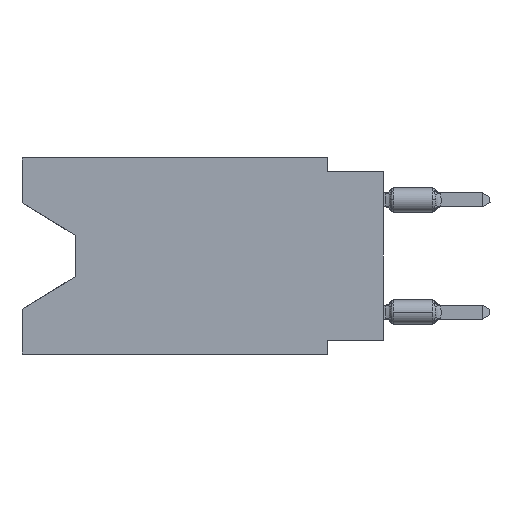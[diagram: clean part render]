
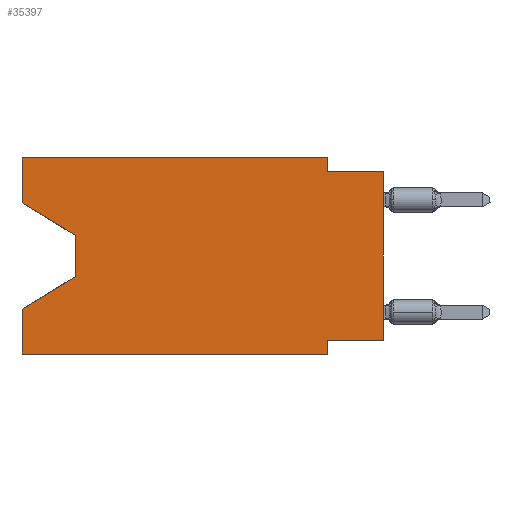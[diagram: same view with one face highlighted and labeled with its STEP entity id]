
A CAD part, left-side view. The second image highlights one B-rep face of the part: STEP entity #35397.
In plain terms, the highlighted planar face has unit normal (-1, 0, 0).
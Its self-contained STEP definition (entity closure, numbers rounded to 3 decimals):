
#694 = ORIENTED_EDGE ( 'NONE', *, *, #27119, .F. ) ;
#1329 = DIRECTION ( 'NONE',  ( 0., 1., 0. ) ) ;
#1824 = CARTESIAN_POINT ( 'NONE',  ( 0., 16.383, -2.038 ) ) ;
#1840 = ORIENTED_EDGE ( 'NONE', *, *, #31141, .F. ) ;
#2140 = EDGE_CURVE ( 'NONE', #30939, #11059, #5005, .T. ) ;
#2524 = VECTOR ( 'NONE', #35320, 1000. ) ;
#2611 = ORIENTED_EDGE ( 'NONE', *, *, #24009, .T. ) ;
#3001 = CARTESIAN_POINT ( 'NONE',  ( 0., 16.383, -2.038 ) ) ;
#3830 = CARTESIAN_POINT ( 'NONE',  ( 0., 0., 0. ) ) ;
#4117 = VECTOR ( 'NONE', #28727, 1000. ) ;
#4741 = VERTEX_POINT ( 'NONE', #29011 ) ;
#5005 = LINE ( 'NONE', #21777, #30293 ) ;
#5384 = DIRECTION ( 'NONE',  ( 0., -0.855, -0.519 ) ) ;
#5562 = CARTESIAN_POINT ( 'NONE',  ( 0., 16.383, 0. ) ) ;
#5725 = CARTESIAN_POINT ( 'NONE',  ( 0., 2.54, 0. ) ) ;
#5910 = CARTESIAN_POINT ( 'NONE',  ( 0., 16.383, 0. ) ) ;
#5922 = VERTEX_POINT ( 'NONE', #19382 ) ;
#6851 = CARTESIAN_POINT ( 'NONE',  ( 0., 13.97, -3.505 ) ) ;
#7433 = DIRECTION ( 'NONE',  ( 0., 0., 1. ) ) ;
#7783 = CARTESIAN_POINT ( 'NONE',  ( 0., 2.54, -8.89 ) ) ;
#7871 = ORIENTED_EDGE ( 'NONE', *, *, #33862, .T. ) ;
#8438 = CARTESIAN_POINT ( 'NONE',  ( 0., 2.54, 0. ) ) ;
#8557 = VERTEX_POINT ( 'NONE', #1824 ) ;
#8759 = ORIENTED_EDGE ( 'NONE', *, *, #26938, .F. ) ;
#8933 = DIRECTION ( 'NONE',  ( 0., 0., 1. ) ) ;
#10040 = LINE ( 'NONE', #32139, #21869 ) ;
#10343 = CARTESIAN_POINT ( 'NONE',  ( 0., 16.383, 0. ) ) ;
#10664 = DIRECTION ( 'NONE',  ( 0., -1., 0. ) ) ;
#10908 = CARTESIAN_POINT ( 'NONE',  ( 0., 16.383, 0. ) ) ;
#11059 = VERTEX_POINT ( 'NONE', #28700 ) ;
#11910 = CARTESIAN_POINT ( 'NONE',  ( 0., 0., -8.255 ) ) ;
#11911 = LINE ( 'NONE', #5725, #34996 ) ;
#12799 = CARTESIAN_POINT ( 'NONE',  ( 0., 16.383, -6.852 ) ) ;
#12981 = DIRECTION ( 'NONE',  ( 0., 0., -1. ) ) ;
#13115 = VERTEX_POINT ( 'NONE', #20588 ) ;
#13224 = LINE ( 'NONE', #5562, #28613 ) ;
#13316 = DIRECTION ( 'NONE',  ( 1., 0., 0. ) ) ;
#14686 = VECTOR ( 'NONE', #7433, 1000. ) ;
#14911 = EDGE_CURVE ( 'NONE', #4741, #18187, #21617, .T. ) ;
#15304 = ORIENTED_EDGE ( 'NONE', *, *, #32399, .T. ) ;
#15836 = VERTEX_POINT ( 'NONE', #35185 ) ;
#16128 = DIRECTION ( 'NONE',  ( 0., -1., 0. ) ) ;
#16572 = ORIENTED_EDGE ( 'NONE', *, *, #33593, .T. ) ;
#17154 = ORIENTED_EDGE ( 'NONE', *, *, #14911, .T. ) ;
#17223 = DIRECTION ( 'NONE',  ( 0., 0., -1. ) ) ;
#18187 = VERTEX_POINT ( 'NONE', #7783 ) ;
#19382 = CARTESIAN_POINT ( 'NONE',  ( 0., 2.54, -8.255 ) ) ;
#20427 = EDGE_CURVE ( 'NONE', #35072, #30939, #11911, .T. ) ;
#20588 = CARTESIAN_POINT ( 'NONE',  ( 0., 13.97, -3.505 ) ) ;
#20726 = DIRECTION ( 'NONE',  ( 0., 0., -1. ) ) ;
#21201 = PLANE ( 'NONE',  #23423 ) ;
#21394 = LINE ( 'NONE', #32163, #31073 ) ;
#21583 = ORIENTED_EDGE ( 'NONE', *, *, #2140, .F. ) ;
#21617 = LINE ( 'NONE', #29490, #2524 ) ;
#21777 = CARTESIAN_POINT ( 'NONE',  ( 0., 0., -0.635 ) ) ;
#21792 = VERTEX_POINT ( 'NONE', #12799 ) ;
#21869 = VECTOR ( 'NONE', #34877, 1000. ) ;
#22541 = CARTESIAN_POINT ( 'NONE',  ( 0., 13.97, -5.385 ) ) ;
#23087 = ORIENTED_EDGE ( 'NONE', *, *, #29998, .F. ) ;
#23423 = AXIS2_PLACEMENT_3D ( 'NONE', #35424, #13316, #32338 ) ;
#24009 = EDGE_CURVE ( 'NONE', #13115, #32058, #29293, .T. ) ;
#24046 = LINE ( 'NONE', #10343, #14686 ) ;
#24295 = FACE_OUTER_BOUND ( 'NONE', #33811, .T. ) ;
#25058 = EDGE_CURVE ( 'NONE', #8557, #28783, #24046, .T. ) ;
#25256 = LINE ( 'NONE', #5910, #4117 ) ;
#25721 = VECTOR ( 'NONE', #20726, 1000. ) ;
#25789 = LINE ( 'NONE', #11910, #29373 ) ;
#26938 = EDGE_CURVE ( 'NONE', #28783, #35072, #13224, .T. ) ;
#27119 = EDGE_CURVE ( 'NONE', #4741, #21792, #25256, .T. ) ;
#28613 = VECTOR ( 'NONE', #10664, 1000. ) ;
#28700 = CARTESIAN_POINT ( 'NONE',  ( 0., 0., -0.635 ) ) ;
#28727 = DIRECTION ( 'NONE',  ( 0., 0., 1. ) ) ;
#28783 = VERTEX_POINT ( 'NONE', #10908 ) ;
#29011 = CARTESIAN_POINT ( 'NONE',  ( 0., 16.383, -8.89 ) ) ;
#29293 = LINE ( 'NONE', #6851, #25721 ) ;
#29373 = VECTOR ( 'NONE', #1329, 1000. ) ;
#29377 = ORIENTED_EDGE ( 'NONE', *, *, #20427, .F. ) ;
#29423 = VECTOR ( 'NONE', #5384, 1000. ) ;
#29490 = CARTESIAN_POINT ( 'NONE',  ( 0., 16.383, -8.89 ) ) ;
#29998 = EDGE_CURVE ( 'NONE', #5922, #18187, #21394, .T. ) ;
#30293 = VECTOR ( 'NONE', #16128, 1000. ) ;
#30939 = VERTEX_POINT ( 'NONE', #31097 ) ;
#31073 = VECTOR ( 'NONE', #12981, 1000. ) ;
#31097 = CARTESIAN_POINT ( 'NONE',  ( 0., 2.54, -0.635 ) ) ;
#31141 = EDGE_CURVE ( 'NONE', #15836, #5922, #25789, .T. ) ;
#32058 = VERTEX_POINT ( 'NONE', #22541 ) ;
#32139 = CARTESIAN_POINT ( 'NONE',  ( 0., 13.97, -5.385 ) ) ;
#32163 = CARTESIAN_POINT ( 'NONE',  ( 0., 2.54, -8.89 ) ) ;
#32338 = DIRECTION ( 'NONE',  ( 0., 0., -1. ) ) ;
#32399 = EDGE_CURVE ( 'NONE', #32058, #21792, #10040, .T. ) ;
#32804 = ORIENTED_EDGE ( 'NONE', *, *, #25058, .F. ) ;
#33593 = EDGE_CURVE ( 'NONE', #8557, #13115, #34034, .T. ) ;
#33811 = EDGE_LOOP ( 'NONE', ( #16572, #2611, #15304, #694, #17154, #23087, #1840, #7871, #21583, #29377, #8759, #32804 ) ) ;
#33862 = EDGE_CURVE ( 'NONE', #15836, #11059, #34138, .T. ) ;
#34034 = LINE ( 'NONE', #3001, #29423 ) ;
#34138 = LINE ( 'NONE', #3830, #34689 ) ;
#34689 = VECTOR ( 'NONE', #8933, 1000. ) ;
#34877 = DIRECTION ( 'NONE',  ( 0., 0.855, -0.519 ) ) ;
#34996 = VECTOR ( 'NONE', #17223, 1000. ) ;
#35072 = VERTEX_POINT ( 'NONE', #8438 ) ;
#35185 = CARTESIAN_POINT ( 'NONE',  ( 0., 0., -8.255 ) ) ;
#35320 = DIRECTION ( 'NONE',  ( 0., -1., 0. ) ) ;
#35397 = ADVANCED_FACE ( 'NONE', ( #24295 ), #21201, .F. ) ;
#35424 = CARTESIAN_POINT ( 'NONE',  ( 0., 16.383, 0. ) ) ;
